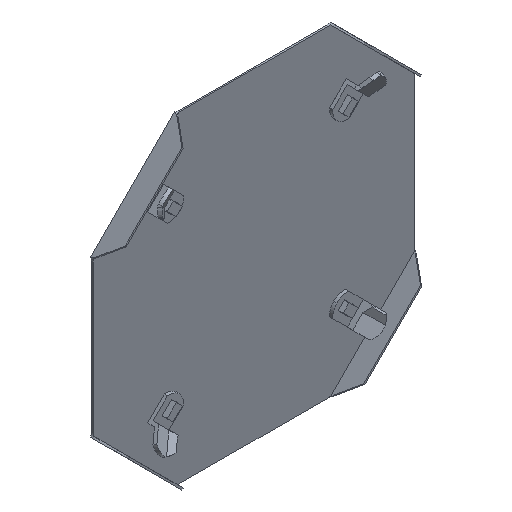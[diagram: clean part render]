
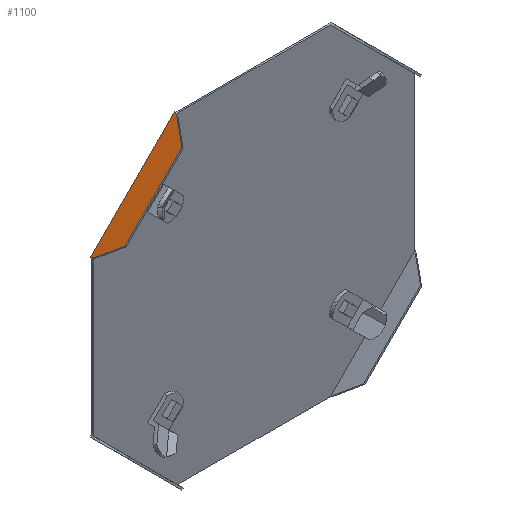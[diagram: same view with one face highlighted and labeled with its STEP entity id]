
A CAD part, isometric view. The second image highlights one B-rep face of the part: STEP entity #1100.
In plain terms, the highlighted planar face has unit normal (-0.707, 0, 0.707).
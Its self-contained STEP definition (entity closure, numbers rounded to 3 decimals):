
#10 = CARTESIAN_POINT ( 'NONE',  ( -56.83, -12.079, 92.08 ) ) ;
#13 = CARTESIAN_POINT ( 'NONE',  ( -100.664, 1., 48.246 ) ) ;
#109 = ORIENTED_EDGE ( 'NONE', *, *, #1614, .T. ) ;
#125 = CARTESIAN_POINT ( 'NONE',  ( -48.696, -0.368, 100.215 ) ) ;
#148 = CARTESIAN_POINT ( 'NONE',  ( -48.846, -0.685, 100.065 ) ) ;
#204 = LINE ( 'NONE', #1316, #2821 ) ;
#332 = CARTESIAN_POINT ( 'NONE',  ( -48.996, -1., 99.915 ) ) ;
#375 = DIRECTION ( 'NONE',  ( -0.707, 0., -0.707 ) ) ;
#391 = LINE ( 'NONE', #10, #1439 ) ;
#415 = LINE ( 'NONE', #3143, #874 ) ;
#472 = VERTEX_POINT ( 'NONE', #13 ) ;
#489 = LINE ( 'NONE', #1997, #1384 ) ;
#495 = B_SPLINE_CURVE_WITH_KNOTS ( 'NONE', 3,
 ( #2029, #1555, #1282, #795, #2546, #2045 ),
 .UNSPECIFIED., .F., .F.,
 ( 4, 2, 4 ),
 ( 0.001, 0.002, 0.003 ),
 .UNSPECIFIED. ) ;
#516 = EDGE_CURVE ( 'NONE', #1954, #472, #495, .T. ) ;
#536 = DIRECTION ( 'NONE',  ( 0.707, 0., 0.707 ) ) ;
#592 = DIRECTION ( 'NONE',  ( -0.5, 0.707, -0.5 ) ) ;
#624 = EDGE_CURVE ( 'NONE', #1112, #2565, #391, .T. ) ;
#795 = CARTESIAN_POINT ( 'NONE',  ( -100.473, 0.298, 48.438 ) ) ;
#874 = VECTOR ( 'NONE', #375, 1000. ) ;
#1076 = AXIS2_PLACEMENT_3D ( 'NONE', #2309, #1844, #592 ) ;
#1100 = ADVANCED_FACE ( 'NONE', ( #1620 ), #1584, .F. ) ;
#1112 = VERTEX_POINT ( 'NONE', #3093 ) ;
#1182 = ORIENTED_EDGE ( 'NONE', *, *, #624, .T. ) ;
#1282 = CARTESIAN_POINT ( 'NONE',  ( -100.215, -0.368, 48.696 ) ) ;
#1316 = CARTESIAN_POINT ( 'NONE',  ( -56.83, -12.079, 92.08 ) ) ;
#1335 = ORIENTED_EDGE ( 'NONE', *, *, #2898, .T. ) ;
#1384 = VECTOR ( 'NONE', #2528, 1000. ) ;
#1439 = VECTOR ( 'NONE', #536, 1000. ) ;
#1450 = ORIENTED_EDGE ( 'NONE', *, *, #2989, .T. ) ;
#1554 = DIRECTION ( 'NONE',  ( 0.5, 0.707, 0.5 ) ) ;
#1555 = CARTESIAN_POINT ( 'NONE',  ( -100.065, -0.685, 48.846 ) ) ;
#1584 = PLANE ( 'NONE',  #1076 ) ;
#1603 = CARTESIAN_POINT ( 'NONE',  ( -56.83, -12.079, 92.08 ) ) ;
#1606 = ORIENTED_EDGE ( 'NONE', *, *, #516, .F. ) ;
#1614 = EDGE_CURVE ( 'NONE', #3038, #2171, #1872, .T. ) ;
#1620 = FACE_OUTER_BOUND ( 'NONE', #1802, .T. ) ;
#1665 = ORIENTED_EDGE ( 'NONE', *, *, #3262, .T. ) ;
#1802 = EDGE_LOOP ( 'NONE', ( #1335, #109, #1450, #1606, #1665, #1182 ) ) ;
#1844 = DIRECTION ( 'NONE',  ( 0.707, 0., -0.707 ) ) ;
#1872 = B_SPLINE_CURVE_WITH_KNOTS ( 'NONE', 3,
 ( #3167, #148, #125, #2387, #2128, #1887 ),
 .UNSPECIFIED., .F., .F.,
 ( 4, 2, 4 ),
 ( 0.001, 0.002, 0.003 ),
 .UNSPECIFIED. ) ;
#1887 = CARTESIAN_POINT ( 'NONE',  ( -48.246, 1., 100.664 ) ) ;
#1954 = VERTEX_POINT ( 'NONE', #2396 ) ;
#1997 = CARTESIAN_POINT ( 'NONE',  ( -156.83, 79.491, -7.92 ) ) ;
#2029 = CARTESIAN_POINT ( 'NONE',  ( -99.915, -1., 48.996 ) ) ;
#2045 = CARTESIAN_POINT ( 'NONE',  ( -100.664, 1., 48.246 ) ) ;
#2128 = CARTESIAN_POINT ( 'NONE',  ( -48.331, 0.643, 100.579 ) ) ;
#2171 = VERTEX_POINT ( 'NONE', #3294 ) ;
#2309 = CARTESIAN_POINT ( 'NONE',  ( -74.455, 104.416, 74.455 ) ) ;
#2387 = CARTESIAN_POINT ( 'NONE',  ( -48.438, 0.298, 100.473 ) ) ;
#2396 = CARTESIAN_POINT ( 'NONE',  ( -99.915, -1., 48.996 ) ) ;
#2528 = DIRECTION ( 'NONE',  ( 0.5, -0.707, 0.5 ) ) ;
#2546 = CARTESIAN_POINT ( 'NONE',  ( -100.579, 0.643, 48.331 ) ) ;
#2565 = VERTEX_POINT ( 'NONE', #1603 ) ;
#2821 = VECTOR ( 'NONE', #1554, 1000. ) ;
#2898 = EDGE_CURVE ( 'NONE', #2565, #3038, #204, .T. ) ;
#2989 = EDGE_CURVE ( 'NONE', #2171, #472, #415, .T. ) ;
#3038 = VERTEX_POINT ( 'NONE', #332 ) ;
#3093 = CARTESIAN_POINT ( 'NONE',  ( -92.08, -12.079, 56.83 ) ) ;
#3143 = CARTESIAN_POINT ( 'NONE',  ( -74.455, 1., 74.455 ) ) ;
#3167 = CARTESIAN_POINT ( 'NONE',  ( -48.996, -1., 99.915 ) ) ;
#3262 = EDGE_CURVE ( 'NONE', #1954, #1112, #489, .T. ) ;
#3294 = CARTESIAN_POINT ( 'NONE',  ( -48.246, 1., 100.664 ) ) ;
